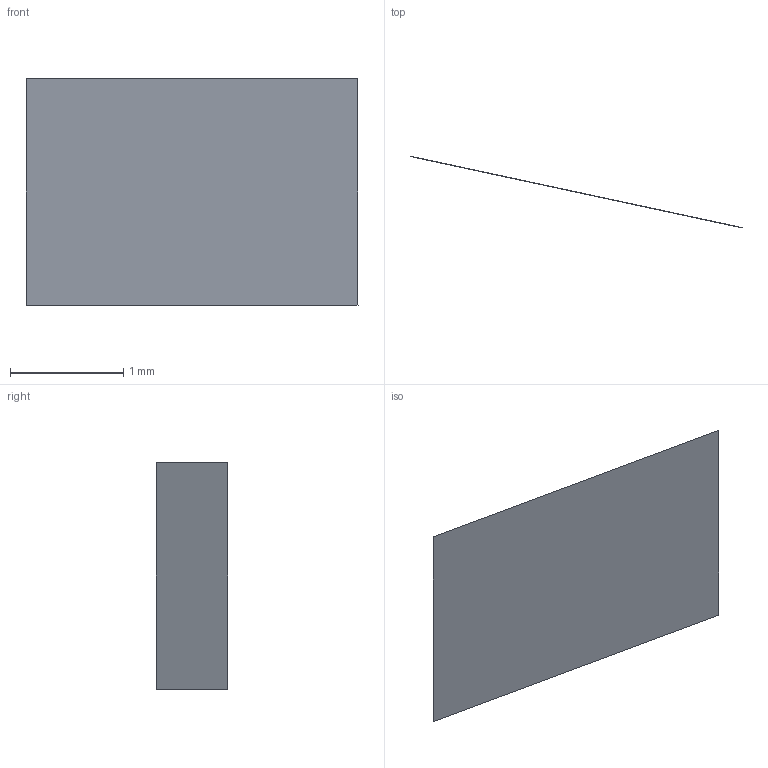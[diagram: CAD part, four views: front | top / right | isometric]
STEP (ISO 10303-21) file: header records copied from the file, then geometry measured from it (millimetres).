
FILE_DESCRIPTION((''),'2;1');
FILE_NAME('PORTE_CONTACT_ASM','2015-05-12T',('SESA69708'),('Schneider-Electric'),'PRO/ENGINEER BY PARAMETRIC TECHNOLOGY CORPORATION, 2012420','PRO/ENGINEER BY PARAMETRIC TECHNOLOGY CORPORATION, 2012420','');
FILE_SCHEMA(('CONFIG_CONTROL_DESIGN'));
Length unit declared in the file: millimetre
Products named in the file (4): 725726-01_9; 726093-01_6; 726171-01_ASM_6_ASM; PORTE_CONTACT_ASM
Assembly tree (3 placements, depth 3):
  PORTE_CONTACT_ASM
    726171-01_ASM_6_ASM
      725726-01_9
      726093-01_6
Bounding box: 2.93 x 0.63 x 2 mm (x, y, z)
Surface area: 6 mm2 (no closed solid volume)
Topology: 0 solids, 0 shells, 1 faces, 4 edges, 4 vertices
Faces by surface type: bspline 1
Entity records: 188 total; most frequent: DIRECTION 26, CARTESIAN_POINT 21, AXIS2_PLACEMENT_3D 9, VECTOR 8, LINE 8, TRIMMED_CURVE 8, PRODUCT_DEFINITION_SHAPE 7, DEFINITIONAL_REPRESENTATION 4
